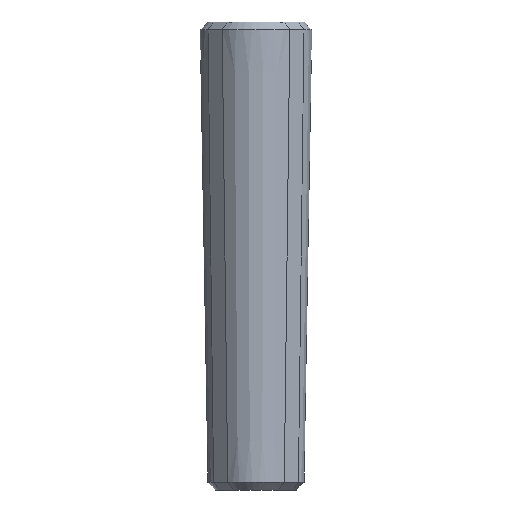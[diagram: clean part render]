
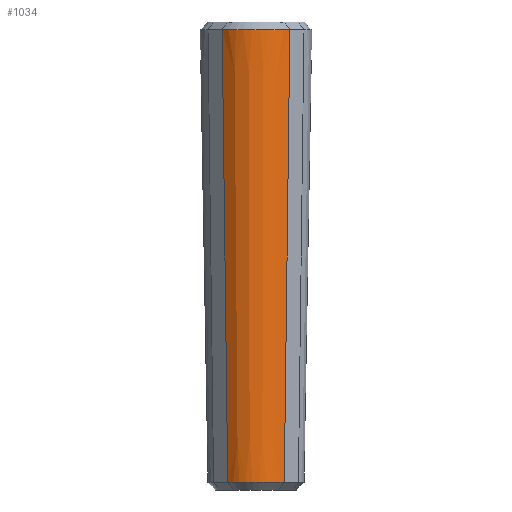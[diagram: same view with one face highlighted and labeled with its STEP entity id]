
A CAD part, left-side view. The second image highlights one B-rep face of the part: STEP entity #1034.
In plain terms, the highlighted conical face has half-angle 1 degrees and reference radius 1.525 mm.
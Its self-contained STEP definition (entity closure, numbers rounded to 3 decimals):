
#96 = PLANE('',#97);
#97 = AXIS2_PLACEMENT_3D('',#98,#99,#100);
#98 = CARTESIAN_POINT('',(-0.443,1.327,-14.2));
#99 = DIRECTION('',(0.707,-0.707,0.017));
#100 = DIRECTION('',(-0.707,-0.707,0.));
#390 = VERTEX_POINT('',#391);
#391 = CARTESIAN_POINT('',(-1.063,1.063,0.25
    ));
#412 = EDGE_CURVE('',#390,#413,#415,.T.);
#413 = VERTEX_POINT('',#414);
#414 = CARTESIAN_POINT('',(-0.888,0.888,
    -13.95));
#415 = SURFACE_CURVE('',#416,(#419,#425),.PCURVE_S1.);
#416 = B_SPLINE_CURVE_WITH_KNOTS('',1,(#417,#418),.UNSPECIFIED.,.F.,.F.,
  (2,2),(0.,1.),.PIECEWISE_BEZIER_KNOTS.);
#417 = CARTESIAN_POINT('',(-1.078,1.078,1.5));
#418 = CARTESIAN_POINT('',(-0.885,0.885,-14.2));
#419 = PCURVE('',#96,#420);
#420 = DEFINITIONAL_REPRESENTATION('',(#421),#424);
#421 = B_SPLINE_CURVE_WITH_KNOTS('',1,(#422,#423),.UNSPECIFIED.,.F.,.F.,
  (2,2),(0.,1.),.PIECEWISE_BEZIER_KNOTS.);
#422 = CARTESIAN_POINT('',(0.625,-15.702));
#423 = CARTESIAN_POINT('',(0.625,0.));
#424 = ( GEOMETRIC_REPRESENTATION_CONTEXT(2) 
PARAMETRIC_REPRESENTATION_CONTEXT() REPRESENTATION_CONTEXT('2D SPACE',''
  ) );
#425 = PCURVE('',#426,#431);
#426 = CONICAL_SURFACE('',#427,1.525,0.017);
#427 = AXIS2_PLACEMENT_3D('',#428,#429,#430);
#428 = CARTESIAN_POINT('',(0.,0.,1.5));
#429 = DIRECTION('',(0.,0.,1.));
#430 = DIRECTION('',(1.,0.,0.));
#431 = DEFINITIONAL_REPRESENTATION('',(#432),#435);
#432 = B_SPLINE_CURVE_WITH_KNOTS('',1,(#433,#434),.UNSPECIFIED.,.F.,.F.,
  (2,2),(0.,1.),.PIECEWISE_BEZIER_KNOTS.);
#433 = CARTESIAN_POINT('',(2.356,0.));
#434 = CARTESIAN_POINT('',(2.356,-15.7));
#435 = ( GEOMETRIC_REPRESENTATION_CONTEXT(2) 
PARAMETRIC_REPRESENTATION_CONTEXT() REPRESENTATION_CONTEXT('2D SPACE',''
  ) );
#660 = CONICAL_SURFACE('',#661,1.258,0.777);
#661 = AXIS2_PLACEMENT_3D('',#662,#663,#664);
#662 = CARTESIAN_POINT('',(0.,0.,0.5));
#663 = DIRECTION('',(-0.,-0.,-1.));
#664 = DIRECTION('',(-0.707,-0.707,0.));
#888 = CONICAL_SURFACE('',#889,1.001,0.794);
#889 = AXIS2_PLACEMENT_3D('',#890,#891,#892);
#890 = CARTESIAN_POINT('',(0.,0.,-14.2));
#891 = DIRECTION('',(0.,0.,1.));
#892 = DIRECTION('',(-0.707,0.707,0.));
#1034 = ADVANCED_FACE('',(#1035),#426,.T.);
#1035 = FACE_BOUND('',#1036,.F.);
#1036 = EDGE_LOOP('',(#1037,#1038,#1062,#1087));
#1037 = ORIENTED_EDGE('',*,*,#412,.F.);
#1038 = ORIENTED_EDGE('',*,*,#1039,.F.);
#1039 = EDGE_CURVE('',#1040,#390,#1042,.T.);
#1040 = VERTEX_POINT('',#1041);
#1041 = CARTESIAN_POINT('',(-1.063,-1.063,
    0.25));
#1042 = SURFACE_CURVE('',#1043,(#1048,#1055),.PCURVE_S1.);
#1043 = CIRCLE('',#1044,1.503);
#1044 = AXIS2_PLACEMENT_3D('',#1045,#1046,#1047);
#1045 = CARTESIAN_POINT('',(0.,0.,0.25));
#1046 = DIRECTION('',(-0.,0.,-1.));
#1047 = DIRECTION('',(-0.707,-0.707,0.));
#1048 = PCURVE('',#426,#1049);
#1049 = DEFINITIONAL_REPRESENTATION('',(#1050),#1054);
#1050 = LINE('',#1051,#1052);
#1051 = CARTESIAN_POINT('',(3.927,-1.25));
#1052 = VECTOR('',#1053,1.);
#1053 = DIRECTION('',(-1.,-0.));
#1054 = ( GEOMETRIC_REPRESENTATION_CONTEXT(2) 
PARAMETRIC_REPRESENTATION_CONTEXT() REPRESENTATION_CONTEXT('2D SPACE',''
  ) );
#1055 = PCURVE('',#660,#1056);
#1056 = DEFINITIONAL_REPRESENTATION('',(#1057),#1061);
#1057 = LINE('',#1058,#1059);
#1058 = CARTESIAN_POINT('',(-0.,0.25));
#1059 = VECTOR('',#1060,1.);
#1060 = DIRECTION('',(1.,-0.));
#1061 = ( GEOMETRIC_REPRESENTATION_CONTEXT(2) 
PARAMETRIC_REPRESENTATION_CONTEXT() REPRESENTATION_CONTEXT('2D SPACE',''
  ) );
#1062 = ORIENTED_EDGE('',*,*,#1063,.T.);
#1063 = EDGE_CURVE('',#1040,#1064,#1066,.T.);
#1064 = VERTEX_POINT('',#1065);
#1065 = CARTESIAN_POINT('',(-0.888,-0.888,
    -13.95));
#1066 = SURFACE_CURVE('',#1067,(#1070,#1076),.PCURVE_S1.);
#1067 = B_SPLINE_CURVE_WITH_KNOTS('',1,(#1068,#1069),.UNSPECIFIED.,.F.,
  .F.,(2,2),(0.,1.),.PIECEWISE_BEZIER_KNOTS.);
#1068 = CARTESIAN_POINT('',(-1.078,-1.078,1.5));
#1069 = CARTESIAN_POINT('',(-0.885,-0.885,-14.2));
#1070 = PCURVE('',#426,#1071);
#1071 = DEFINITIONAL_REPRESENTATION('',(#1072),#1075);
#1072 = B_SPLINE_CURVE_WITH_KNOTS('',1,(#1073,#1074),.UNSPECIFIED.,.F.,
  .F.,(2,2),(0.,1.),.PIECEWISE_BEZIER_KNOTS.);
#1073 = CARTESIAN_POINT('',(3.927,0.));
#1074 = CARTESIAN_POINT('',(3.927,-15.7));
#1075 = ( GEOMETRIC_REPRESENTATION_CONTEXT(2) 
PARAMETRIC_REPRESENTATION_CONTEXT() REPRESENTATION_CONTEXT('2D SPACE',''
  ) );
#1076 = PCURVE('',#1077,#1082);
#1077 = PLANE('',#1078);
#1078 = AXIS2_PLACEMENT_3D('',#1079,#1080,#1081);
#1079 = CARTESIAN_POINT('',(-0.443,-1.327,-14.2));
#1080 = DIRECTION('',(0.707,0.707,0.017)
  );
#1081 = DIRECTION('',(0.707,-0.707,0.));
#1082 = DEFINITIONAL_REPRESENTATION('',(#1083),#1086);
#1083 = B_SPLINE_CURVE_WITH_KNOTS('',1,(#1084,#1085),.UNSPECIFIED.,.F.,
  .F.,(2,2),(0.,1.),.PIECEWISE_BEZIER_KNOTS.);
#1084 = CARTESIAN_POINT('',(-0.625,-15.702));
#1085 = CARTESIAN_POINT('',(-0.625,0.));
#1086 = ( GEOMETRIC_REPRESENTATION_CONTEXT(2) 
PARAMETRIC_REPRESENTATION_CONTEXT() REPRESENTATION_CONTEXT('2D SPACE',''
  ) );
#1087 = ORIENTED_EDGE('',*,*,#1088,.F.);
#1088 = EDGE_CURVE('',#413,#1064,#1089,.T.);
#1089 = SURFACE_CURVE('',#1090,(#1095,#1102),.PCURVE_S1.);
#1090 = CIRCLE('',#1091,1.255);
#1091 = AXIS2_PLACEMENT_3D('',#1092,#1093,#1094);
#1092 = CARTESIAN_POINT('',(0.,0.,-13.95));
#1093 = DIRECTION('',(0.,0.,1.));
#1094 = DIRECTION('',(-0.707,0.707,0.));
#1095 = PCURVE('',#426,#1096);
#1096 = DEFINITIONAL_REPRESENTATION('',(#1097),#1101);
#1097 = LINE('',#1098,#1099);
#1098 = CARTESIAN_POINT('',(2.356,-15.45));
#1099 = VECTOR('',#1100,1.);
#1100 = DIRECTION('',(1.,-0.));
#1101 = ( GEOMETRIC_REPRESENTATION_CONTEXT(2) 
PARAMETRIC_REPRESENTATION_CONTEXT() REPRESENTATION_CONTEXT('2D SPACE',''
  ) );
#1102 = PCURVE('',#888,#1103);
#1103 = DEFINITIONAL_REPRESENTATION('',(#1104),#1108);
#1104 = LINE('',#1105,#1106);
#1105 = CARTESIAN_POINT('',(-0.,0.25));
#1106 = VECTOR('',#1107,1.);
#1107 = DIRECTION('',(1.,-0.));
#1108 = ( GEOMETRIC_REPRESENTATION_CONTEXT(2) 
PARAMETRIC_REPRESENTATION_CONTEXT() REPRESENTATION_CONTEXT('2D SPACE',''
  ) );
